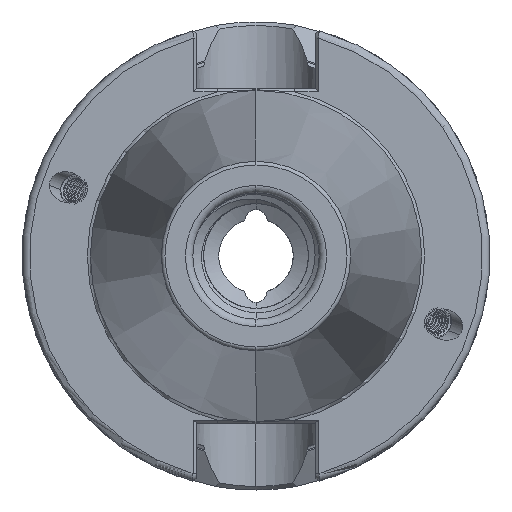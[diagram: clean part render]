
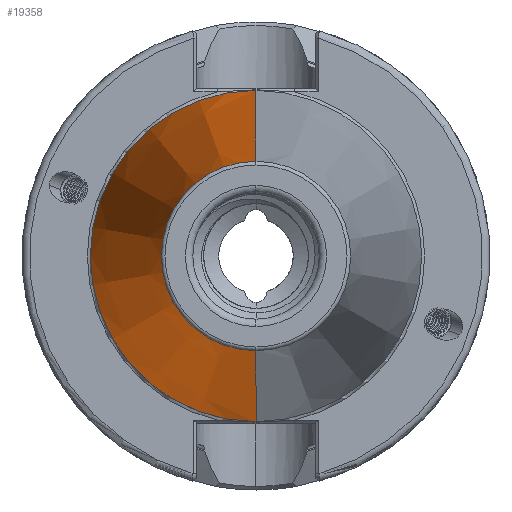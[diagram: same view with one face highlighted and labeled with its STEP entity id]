
A CAD part, left-side view. The second image highlights one B-rep face of the part: STEP entity #19358.
In plain terms, the highlighted conical face has half-angle 8.297 degrees and reference radius 22.298 mm.
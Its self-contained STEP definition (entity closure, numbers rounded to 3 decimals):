
#277 = ORIENTED_EDGE ( 'NONE', *, *, #11523, .F. ) ;
#288 = ORIENTED_EDGE ( 'NONE', *, *, #11514, .T. ) ;
#317 = ORIENTED_EDGE ( 'NONE', *, *, #11485, .F. ) ;
#336 = ORIENTED_EDGE ( 'NONE', *, *, #11526, .T. ) ;
#505 = EDGE_LOOP ( 'NONE', ( #288, #336, #277, #317 ) ) ;
#3762 = CARTESIAN_POINT ( 'NONE',  ( -1.5, 0., -22.298 ) ) ;
#3781 = DIRECTION ( 'NONE',  ( 0.99, 0., -0.144 ) ) ;
#9110 = AXIS2_PLACEMENT_3D ( 'NONE', #18948, #18981, #18958 ) ;
#9112 = AXIS2_PLACEMENT_3D ( 'NONE', #19009, #18985, #19015 ) ;
#9524 = CARTESIAN_POINT ( 'NONE',  ( -1.5, 0., 0. ) ) ;
#9530 = DIRECTION ( 'NONE',  ( 0., 0., -1. ) ) ;
#9555 = DIRECTION ( 'NONE',  ( 1., 0., 0. ) ) ;
#11485 = EDGE_CURVE ( 'NONE', #14201, #14174, #17755, .T. ) ;
#11514 = EDGE_CURVE ( 'NONE', #14201, #14151, #17818, .T. ) ;
#11523 = EDGE_CURVE ( 'NONE', #14174, #14203, #17795, .T. ) ;
#11526 = EDGE_CURVE ( 'NONE', #14151, #14203, #17813, .T. ) ;
#11798 = AXIS2_PLACEMENT_3D ( 'NONE', #9524, #9555, #9530 ) ;
#14151 = VERTEX_POINT ( 'NONE', #14355 ) ;
#14174 = VERTEX_POINT ( 'NONE', #14338 ) ;
#14201 = VERTEX_POINT ( 'NONE', #14336 ) ;
#14203 = VERTEX_POINT ( 'NONE', #14368 ) ;
#14336 = CARTESIAN_POINT ( 'NONE',  ( -66.972, 0., -12.75 ) ) ;
#14338 = CARTESIAN_POINT ( 'NONE',  ( -1.5, 0., -22.298 ) ) ;
#14355 = CARTESIAN_POINT ( 'NONE',  ( -66.972, 0., 12.75 ) ) ;
#14368 = CARTESIAN_POINT ( 'NONE',  ( -1.5, 0., 22.298 ) ) ;
#17727 = VECTOR ( 'NONE', #3781, 1000. ) ;
#17755 = LINE ( 'NONE', #3762, #17727 ) ;
#17795 = CIRCLE ( 'NONE', #9112, 22.298 ) ;
#17800 = VECTOR ( 'NONE', #19000, 1000. ) ;
#17813 = LINE ( 'NONE', #18983, #17800 ) ;
#17818 = CIRCLE ( 'NONE', #9110, 12.75 ) ;
#18008 = CONICAL_SURFACE ( 'NONE', #11798, 22.298, 0.145 ) ;
#18019 = FACE_OUTER_BOUND ( 'NONE', #505, .T. ) ;
#18948 = CARTESIAN_POINT ( 'NONE',  ( -66.972, 0., 0. ) ) ;
#18958 = DIRECTION ( 'NONE',  ( 0., 0., -1. ) ) ;
#18981 = DIRECTION ( 'NONE',  ( 1., 0., 0. ) ) ;
#18983 = CARTESIAN_POINT ( 'NONE',  ( -1.5, 0., 22.298 ) ) ;
#18985 = DIRECTION ( 'NONE',  ( 1., 0., 0. ) ) ;
#19000 = DIRECTION ( 'NONE',  ( 0.99, 0., 0.144 ) ) ;
#19009 = CARTESIAN_POINT ( 'NONE',  ( -1.5, 0., 0. ) ) ;
#19015 = DIRECTION ( 'NONE',  ( 0., 0., -1. ) ) ;
#19358 = ADVANCED_FACE ( 'NONE', ( #18019 ), #18008, .T. ) ;
